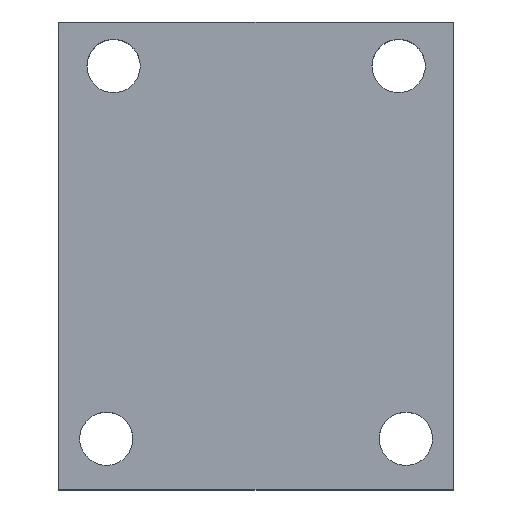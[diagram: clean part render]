
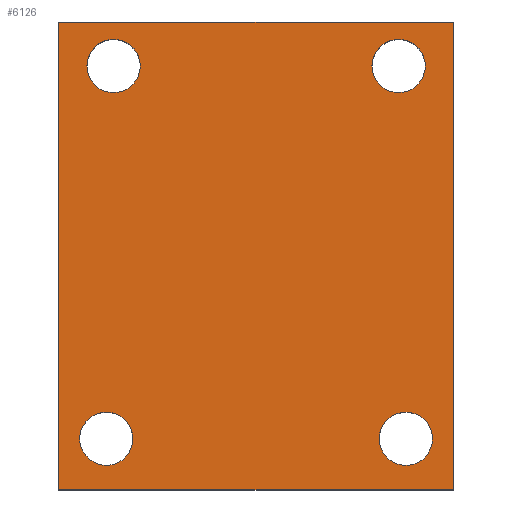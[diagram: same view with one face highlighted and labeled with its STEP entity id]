
A CAD part, top view. The second image highlights one B-rep face of the part: STEP entity #6126.
In plain terms, the highlighted planar face has unit normal (0, 0, 1).
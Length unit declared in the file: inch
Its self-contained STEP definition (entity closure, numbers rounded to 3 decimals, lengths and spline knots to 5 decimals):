
#55=CIRCLE('',#6395,0.114);
#58=CIRCLE('',#6399,0.114);
#61=CIRCLE('',#6403,0.114);
#64=CIRCLE('',#6407,0.114);
#362=FACE_BOUND('',#1036,.T.);
#363=FACE_BOUND('',#1037,.T.);
#364=FACE_BOUND('',#1038,.T.);
#365=FACE_BOUND('',#1039,.T.);
#683=FACE_OUTER_BOUND('',#1035,.T.);
#1035=EDGE_LOOP('',(#5584,#5585,#5586,#5587));
#1036=EDGE_LOOP('',(#5588));
#1037=EDGE_LOOP('',(#5589));
#1038=EDGE_LOOP('',(#5590));
#1039=EDGE_LOOP('',(#5591));
#1679=LINE('',#10667,#2344);
#1697=LINE('',#10788,#2362);
#1700=LINE('',#10794,#2365);
#1703=LINE('',#10799,#2368);
#2344=VECTOR('',#7467,1.688);
#2362=VECTOR('',#7603,2.);
#2365=VECTOR('',#7608,1.688);
#2368=VECTOR('',#7613,2.);
#2912=VERTEX_POINT('',#10665);
#2913=VERTEX_POINT('',#10666);
#2945=VERTEX_POINT('',#10755);
#2948=VERTEX_POINT('',#10763);
#2951=VERTEX_POINT('',#10771);
#2954=VERTEX_POINT('',#10779);
#2957=VERTEX_POINT('',#10787);
#2959=VERTEX_POINT('',#10793);
#3774=EDGE_CURVE('',#2912,#2913,#1679,.T.);
#3814=EDGE_CURVE('',#2945,#2945,#55,.T.);
#3818=EDGE_CURVE('',#2948,#2948,#58,.T.);
#3822=EDGE_CURVE('',#2951,#2951,#61,.T.);
#3826=EDGE_CURVE('',#2954,#2954,#64,.T.);
#3830=EDGE_CURVE('',#2913,#2957,#1697,.T.);
#3833=EDGE_CURVE('',#2957,#2959,#1700,.T.);
#3836=EDGE_CURVE('',#2959,#2912,#1703,.T.);
#5584=ORIENTED_EDGE('',*,*,#3830,.F.);
#5585=ORIENTED_EDGE('',*,*,#3774,.F.);
#5586=ORIENTED_EDGE('',*,*,#3836,.F.);
#5587=ORIENTED_EDGE('',*,*,#3833,.F.);
#5588=ORIENTED_EDGE('',*,*,#3814,.T.);
#5589=ORIENTED_EDGE('',*,*,#3818,.T.);
#5590=ORIENTED_EDGE('',*,*,#3822,.T.);
#5591=ORIENTED_EDGE('',*,*,#3826,.T.);
#5808=PLANE('',#6415);
#6126=ADVANCED_FACE('',(#683,#362,#363,#364,#365),#5808,.T.);
#6395=AXIS2_PLACEMENT_3D('',#10756,#7567,#7568);
#6399=AXIS2_PLACEMENT_3D('',#10764,#7576,#7577);
#6403=AXIS2_PLACEMENT_3D('',#10772,#7585,#7586);
#6407=AXIS2_PLACEMENT_3D('',#10780,#7594,#7595);
#6415=AXIS2_PLACEMENT_3D('',#10803,#7619,#7620);
#7467=DIRECTION('',(-1.,0.,0.));
#7567=DIRECTION('center_axis',(0.,0.,-1.));
#7568=DIRECTION('ref_axis',(1.,0.,0.));
#7576=DIRECTION('center_axis',(0.,0.,-1.));
#7577=DIRECTION('ref_axis',(1.,0.,0.));
#7585=DIRECTION('center_axis',(0.,0.,-1.));
#7586=DIRECTION('ref_axis',(1.,0.,0.));
#7594=DIRECTION('center_axis',(0.,0.,-1.));
#7595=DIRECTION('ref_axis',(1.,0.,0.));
#7603=DIRECTION('',(0.,1.,0.));
#7608=DIRECTION('',(1.,0.,0.));
#7613=DIRECTION('',(0.,-1.,0.));
#7619=DIRECTION('center_axis',(0.,0.,1.));
#7620=DIRECTION('ref_axis',(1.,0.,0.));
#10665=CARTESIAN_POINT('',(1.688,0.,0.75));
#10666=CARTESIAN_POINT('',(0.,0.,0.75));
#10667=CARTESIAN_POINT('',(1.688,0.,0.75));
#10755=CARTESIAN_POINT('',(0.09,0.218,0.75));
#10756=CARTESIAN_POINT('Origin',(0.204,0.218,0.75));
#10763=CARTESIAN_POINT('',(1.371,0.218,0.75));
#10764=CARTESIAN_POINT('Origin',(1.485,0.218,0.75));
#10771=CARTESIAN_POINT('',(1.34,1.812,0.75));
#10772=CARTESIAN_POINT('Origin',(1.454,1.812,0.75));
#10779=CARTESIAN_POINT('',(0.121,1.812,0.75));
#10780=CARTESIAN_POINT('Origin',(0.235,1.812,0.75));
#10787=CARTESIAN_POINT('',(0.,2.,0.75));
#10788=CARTESIAN_POINT('',(0.,0.,0.75));
#10793=CARTESIAN_POINT('',(1.688,2.,0.75));
#10794=CARTESIAN_POINT('',(0.,2.,0.75));
#10799=CARTESIAN_POINT('',(1.688,2.,0.75));
#10803=CARTESIAN_POINT('Origin',(0.844,1.,0.75));
